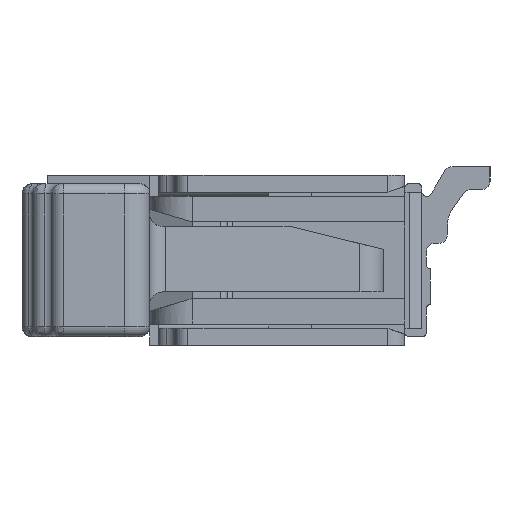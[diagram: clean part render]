
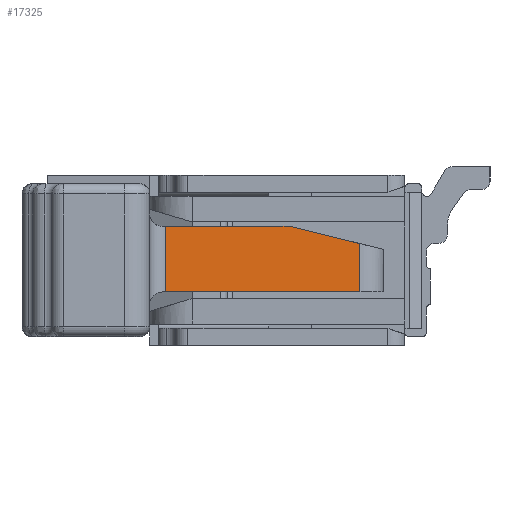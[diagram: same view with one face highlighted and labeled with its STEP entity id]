
A CAD part, left-side view. The second image highlights one B-rep face of the part: STEP entity #17325.
In plain terms, the highlighted planar face has unit normal (-0.997, -0.072, 0).
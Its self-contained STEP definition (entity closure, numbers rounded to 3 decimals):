
#12631=DIRECTION('',(0.,0.,1.));
#12632=VECTOR('',#12631,0.77);
#12633=CARTESIAN_POINT('',(945.44,40.898,
-0.373));
#12634=LINE('',#12633,#12632);
#12635=DIRECTION('',(0.,0.,1.));
#12636=VECTOR('',#12635,0.568);
#12637=CARTESIAN_POINT('',(945.606,38.612,
-0.373));
#12638=LINE('',#12637,#12636);
#12647=DIRECTION('',(-0.07,0.969,0.238));
#12648=VECTOR('',#12647,0.848);
#12649=CARTESIAN_POINT('',(945.606,38.612,
0.196));
#12650=LINE('',#12649,#12648);
#12669=DIRECTION('',(-0.073,0.997,0.));
#12670=VECTOR('',#12669,1.468);
#12671=CARTESIAN_POINT('',(945.547,39.434,
0.397));
#12672=LINE('',#12671,#12670);
#12788=DIRECTION('',(0.073,-0.997,0.));
#12789=VECTOR('',#12788,2.292);
#12790=CARTESIAN_POINT('',(945.44,40.898,
-0.373));
#12791=LINE('',#12790,#12789);
#15265=CARTESIAN_POINT('',(945.44,40.898,
-0.373));
#15266=CARTESIAN_POINT('',(945.44,40.898,
0.397));
#15267=VERTEX_POINT('',#15265);
#15268=VERTEX_POINT('',#15266);
#15273=CARTESIAN_POINT('',(945.606,38.612,
0.196));
#15274=CARTESIAN_POINT('',(945.547,39.434,
0.397));
#15275=VERTEX_POINT('',#15273);
#15276=VERTEX_POINT('',#15274);
#15281=CARTESIAN_POINT('',(945.606,38.612,
-0.373));
#15282=VERTEX_POINT('',#15281);
#17309=CARTESIAN_POINT('',(945.523,39.755,
0.012));
#17310=DIRECTION('',(0.997,0.073,0.));
#17311=DIRECTION('',(-0.073,0.997,0.));
#17312=AXIS2_PLACEMENT_3D('',#17309,#17310,#17311);
#17313=PLANE('',#17312);
#17315=ORIENTED_EDGE('',*,*,#17314,.F.);
#17317=ORIENTED_EDGE('',*,*,#17316,.F.);
#17318=ORIENTED_EDGE('',*,*,#17295,.T.);
#17320=ORIENTED_EDGE('',*,*,#17319,.F.);
#17322=ORIENTED_EDGE('',*,*,#17321,.F.);
#17323=EDGE_LOOP('',(#17315,#17317,#17318,#17320,#17322));
#17324=FACE_OUTER_BOUND('',#17323,.F.);
#17295=EDGE_CURVE('',#15267,#15268,#12634,.T.);
#17314=EDGE_CURVE('',#15282,#15275,#12638,.T.);
#17316=EDGE_CURVE('',#15267,#15282,#12791,.T.);
#17319=EDGE_CURVE('',#15276,#15268,#12672,.T.);
#17321=EDGE_CURVE('',#15275,#15276,#12650,.T.);
#17325=ADVANCED_FACE('',(#17324),#17313,.F.);
